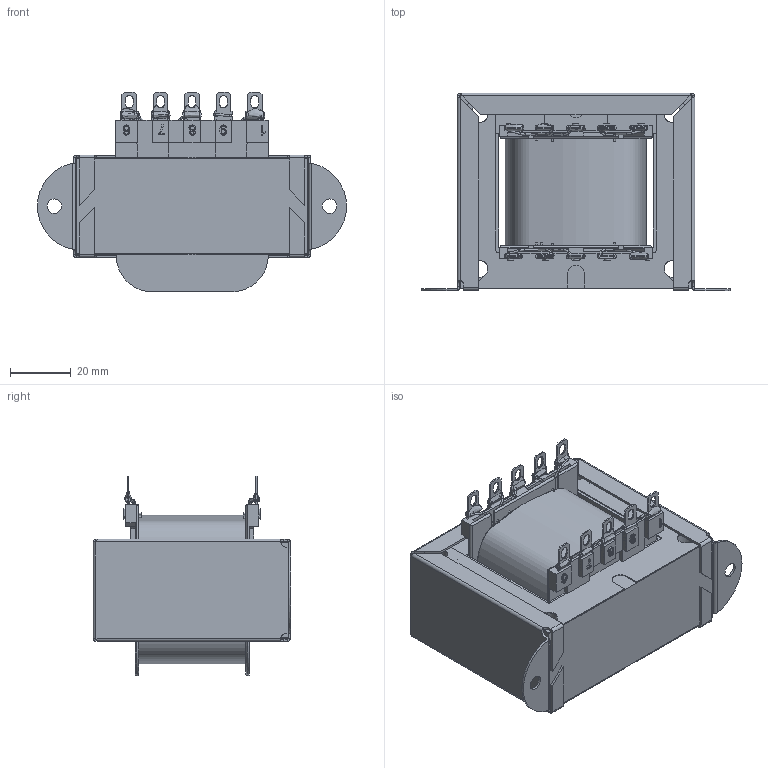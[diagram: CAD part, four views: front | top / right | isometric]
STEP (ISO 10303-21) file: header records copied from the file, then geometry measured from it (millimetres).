
FILE_DESCRIPTION(/* description */ (''),/* implementation_level */ '2;1');
FILE_NAME(/* name */ '15000-EI100-125-H18.step',/* time_stamp */ '2024-01-18T14:04:44-07:00',/* author */ (''),/* organization */ (''),/* preprocessor_version */ 'ST-DEVELOPER v20',/* originating_system */ 'Autodesk Translation Framework v12.14.0.127',/* authorisation */ '');
FILE_SCHEMA (('AUTOMOTIVE_DESIGN { 1 0 10303 214 3 1 1 }'));
Products named in the file (5): 15000-EI100-125-H18; 20000-B100-125-18 v21; 20000-EI100 v2; 20000-C100-125-1H v4; 20000-C100-125-1H
Assembly tree (4 placements, depth 3):
  15000-EI100-125-H18
    20000-B100-125-18 v21
    20000-EI100 v2
    20000-C100-125-1H v4
      20000-C100-125-1H
Bounding box: 101.6 x 65.02 x 65.69 mm (x, y, z)
Volume: 177235.1 mm3; surface area: 105413.9 mm2
Topology: 37 solids, 37 shells, 1722 faces, 4760 edges, 3090 vertices
Faces by surface type: plane 1157, cylinder 290, bspline 235, torus 40
Full cylindrical faces by diameter (mm): 0.66 x36, 0.663 x28, 4.762 x2, 5.556 x4
Entity records: 70701 total; most frequent: CARTESIAN_POINT 27827, ORIENTED_EDGE 9432, DIRECTION 7918, EDGE_CURVE 4716, LINE 3510, VECTOR 3510, VERTEX_POINT 3086, AXIS2_PLACEMENT_3D 2204
